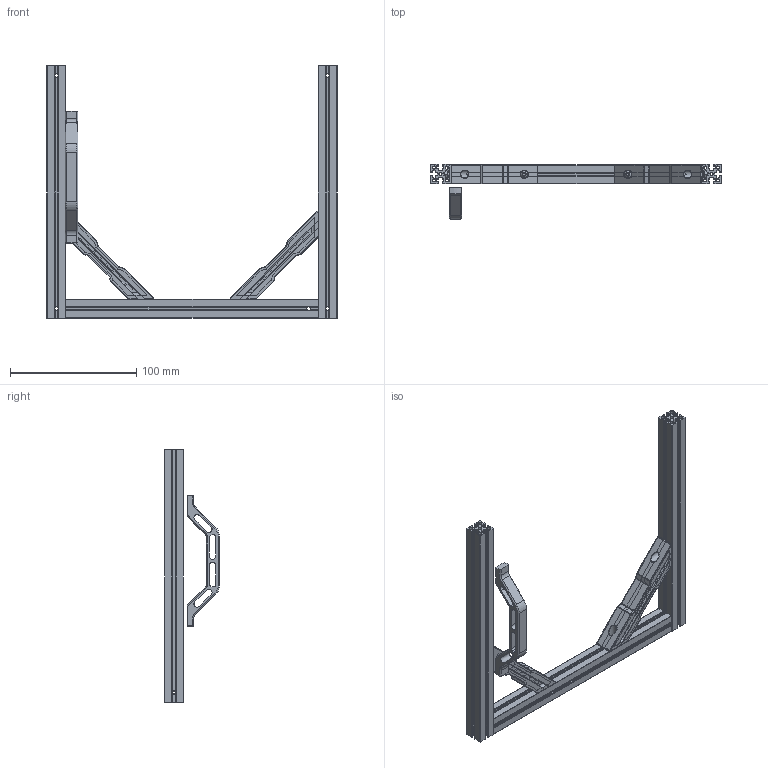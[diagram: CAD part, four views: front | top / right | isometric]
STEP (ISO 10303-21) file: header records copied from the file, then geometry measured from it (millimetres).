
FILE_DESCRIPTION(/* description */ (''),/* implementation_level */ '2;1');
FILE_NAME(/* name */ 'model1.stp',/* time_stamp */ '2025-03-20T17:06:25+08:00',/* author */ (''),/* organization */ (''),/* preprocessor_version */ 'ST-DEVELOPER v19.4',/* originating_system */ 'SIEMENS PLM Software NX2306.3001',/* authorisation */ '');
FILE_SCHEMA (('AUTOMOTIVE_DESIGN { 1 0 10303 214 3 1 1 1 }'));
Length unit declared in the file: millimetre
Products named in the file (12): 1515_200mm - B; 1515_200mm - D; Front_Brace; Front_Brace_Hex_Magnet; Front_Brace_Straight; Door Handle; M3 Hexnut (4); Front_Brace_Straight_Magnet; M3x8 BHCS (1); Extrusions (1); Frame; model1
Assembly tree (18 placements, depth 4):
  model1
    M3x8 BHCS (1)  x4
    Front_Brace_Straight_Magnet
    M3 Hexnut (4)  x4
    Door Handle
    Frame
      Extrusions (1)
        1515_200mm - D  x2
        1515_200mm - B
    Front_Brace_Straight
    Front_Brace_Hex_Magnet
    Front_Brace
Bounding box: 230 x 43.5 x 200 mm (x, y, z)
Volume: 128279.5 mm3; surface area: 131771.3 mm2
Topology: 16 solids, 19 shells, 1945 faces, 5119 edges, 3186 vertices
Faces by surface type: plane 1017, cylinder 587, cone 315, torus 17, bspline 5, sphere 4
Full cylindrical faces by diameter (mm): 2.55 x21, 3 x23, 5.7 x4, 6.1 x4
Entity records: 52891 total; most frequent: CARTESIAN_POINT 10264, ORIENTED_EDGE 8888, DIRECTION 8834, EDGE_CURVE 4444, AXIS2_PLACEMENT_3D 2949, LINE 2936, VECTOR 2936, VERTEX_POINT 2768
